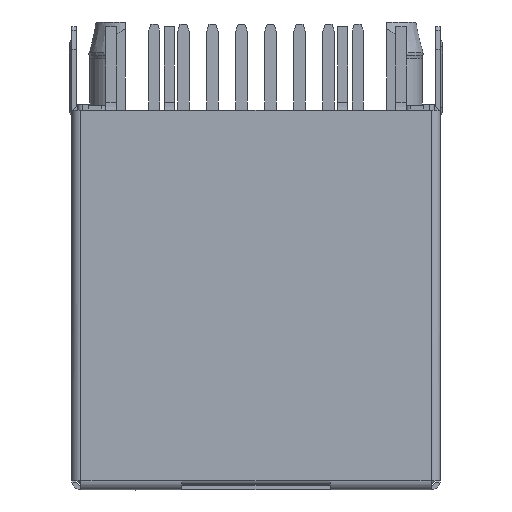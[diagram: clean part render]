
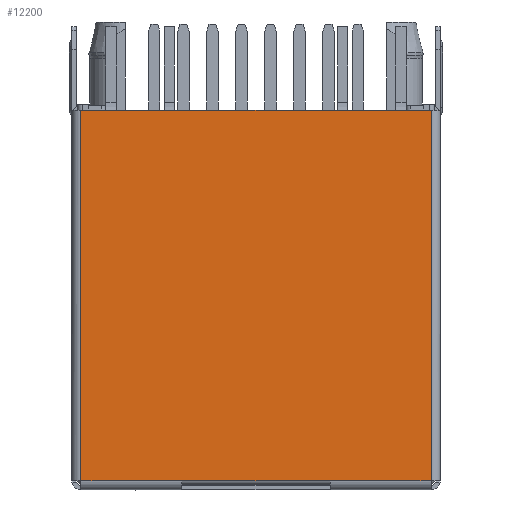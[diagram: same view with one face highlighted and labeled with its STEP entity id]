
A CAD part, left-side view. The second image highlights one B-rep face of the part: STEP entity #12200.
In plain terms, the highlighted face is planar.
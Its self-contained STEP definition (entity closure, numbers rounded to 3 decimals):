
#7340=DIRECTION('',(0.,-1.,0.));
#7341=VECTOR('',#7340,6.5);
#7342=CARTESIAN_POINT('',(-7.9,3.25,0.));
#7343=LINE('',#7342,#7341);
#7344=DIRECTION('',(0.,1.,0.));
#7345=VECTOR('',#7344,15.3);
#7346=CARTESIAN_POINT('',(8.3,-7.65,0.));
#7347=LINE('',#7346,#7345);
#7353=DIRECTION('',(0.,-1.,0.));
#7354=VECTOR('',#7353,4.4);
#7355=CARTESIAN_POINT('',(-7.9,-3.25,0.));
#7356=LINE('',#7355,#7354);
#7362=DIRECTION('',(0.,-1.,0.));
#7363=VECTOR('',#7362,4.4);
#7364=CARTESIAN_POINT('',(-7.9,7.65,0.));
#7365=LINE('',#7364,#7363);
#7418=DIRECTION('',(-1.,0.,0.));
#7419=VECTOR('',#7418,16.2);
#7420=CARTESIAN_POINT('',(8.3,7.65,0.));
#7421=LINE('',#7420,#7419);
#8583=DIRECTION('',(1.,0.,0.));
#8584=VECTOR('',#8583,16.2);
#8585=CARTESIAN_POINT('',(-7.9,-7.65,0.));
#8586=LINE('',#8585,#8584);
#11242=CARTESIAN_POINT('',(8.3,-7.65,0.));
#11243=CARTESIAN_POINT('',(8.3,7.65,0.));
#11244=VERTEX_POINT('',#11242);
#11245=VERTEX_POINT('',#11243);
#11638=CARTESIAN_POINT('',(-7.9,3.25,0.));
#11639=CARTESIAN_POINT('',(-7.9,-3.25,0.));
#11640=VERTEX_POINT('',#11638);
#11641=VERTEX_POINT('',#11639);
#11816=CARTESIAN_POINT('',(-7.9,-7.65,0.));
#11817=VERTEX_POINT('',#11816);
#11818=CARTESIAN_POINT('',(-7.9,7.65,0.));
#11819=VERTEX_POINT('',#11818);
#12182=CARTESIAN_POINT('',(0.,0.,0.));
#12183=DIRECTION('',(0.,0.,1.));
#12184=DIRECTION('',(1.,0.,0.));
#12185=AXIS2_PLACEMENT_3D('',#12182,#12183,#12184);
#12186=PLANE('',#12185);
#12187=ORIENTED_EDGE('',*,*,#12171,.T.);
#12189=ORIENTED_EDGE('',*,*,#12188,.T.);
#12191=ORIENTED_EDGE('',*,*,#12190,.T.);
#12193=ORIENTED_EDGE('',*,*,#12192,.T.);
#12195=ORIENTED_EDGE('',*,*,#12194,.T.);
#12197=ORIENTED_EDGE('',*,*,#12196,.T.);
#12198=EDGE_LOOP('',(#12187,#12189,#12191,#12193,#12195,#12197));
#12199=FACE_OUTER_BOUND('',#12198,.F.);
#12200=ADVANCED_FACE('',(#12199),#12186,.F.);
#12171=EDGE_CURVE('',#11640,#11641,#7343,.T.);
#12188=EDGE_CURVE('',#11641,#11817,#7356,.T.);
#12190=EDGE_CURVE('',#11817,#11244,#8586,.T.);
#12192=EDGE_CURVE('',#11244,#11245,#7347,.T.);
#12194=EDGE_CURVE('',#11245,#11819,#7421,.T.);
#12196=EDGE_CURVE('',#11819,#11640,#7365,.T.);
